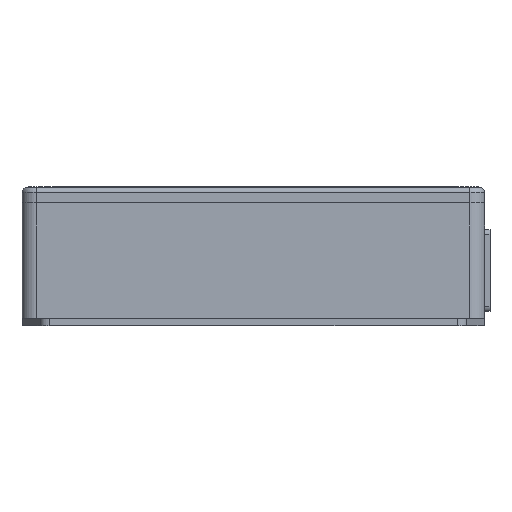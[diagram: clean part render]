
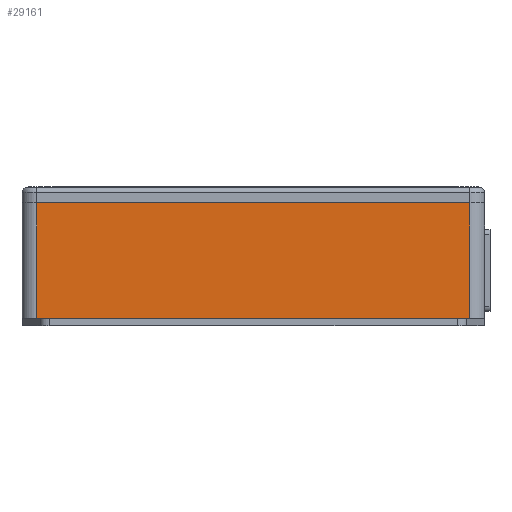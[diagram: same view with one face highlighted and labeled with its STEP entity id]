
A CAD part, left-side view. The second image highlights one B-rep face of the part: STEP entity #29161.
In plain terms, the highlighted planar face has unit normal (-1, 0, 0).
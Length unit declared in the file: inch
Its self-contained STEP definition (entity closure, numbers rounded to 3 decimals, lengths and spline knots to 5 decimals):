
#2262=PLANE('',#30925);
#3264=VECTOR('',#32646,1.);
#3352=VECTOR('',#32920,1.);
#3353=VECTOR('',#32922,1.);
#3354=VECTOR('',#32923,1.);
#6182=LINE('',#38094,#3264);
#6270=LINE('',#38388,#3352);
#6271=LINE('',#38390,#3353);
#6272=LINE('',#38392,#3354);
#9105=VERTEX_POINT('',#38093);
#9106=VERTEX_POINT('',#38095);
#9202=VERTEX_POINT('',#38387);
#9203=VERTEX_POINT('',#38391);
#12452=EDGE_CURVE('',#9105,#9106,#6182,.T.);
#12593=EDGE_CURVE('',#9105,#9202,#6270,.T.);
#12594=EDGE_CURVE('',#9202,#9203,#6271,.T.);
#12595=EDGE_CURVE('',#9106,#9203,#6272,.T.);
#17066=ORIENTED_EDGE('',*,*,#12594,.T.);
#17067=ORIENTED_EDGE('',*,*,#12595,.F.);
#17068=ORIENTED_EDGE('',*,*,#12452,.F.);
#17069=ORIENTED_EDGE('',*,*,#12593,.T.);
#25437=EDGE_LOOP('',(#17066,#17067,#17068,#17069));
#27311=FACE_BOUND('',#25437,.T.);
#29161=ADVANCED_FACE('',(#27311),#2262,.T.);
#30925=AXIS2_PLACEMENT_3D('',#38389,#32921,$);
#32646=DIRECTION('',(0.,1.,0.));
#32920=DIRECTION('',(0.,0.,1.));
#32921=DIRECTION('',(-1.,0.,0.));
#32922=DIRECTION('',(0.,1.,0.));
#32923=DIRECTION('',(0.,0.,1.));
#38093=CARTESIAN_POINT('',(-2.362,-2.212,0.072));
#38094=CARTESIAN_POINT('',(-2.362,0.,0.072));
#38095=CARTESIAN_POINT('',(-2.362,2.212,0.072));
#38387=CARTESIAN_POINT('',(-2.362,-2.212,1.253));
#38388=CARTESIAN_POINT('',(-2.362,-2.212,0.072));
#38389=CARTESIAN_POINT('',(-2.362,0.,0.072));
#38390=CARTESIAN_POINT('',(-2.362,-2.212,1.253));
#38391=CARTESIAN_POINT('',(-2.362,2.212,1.253));
#38392=CARTESIAN_POINT('',(-2.362,2.212,0.072));
